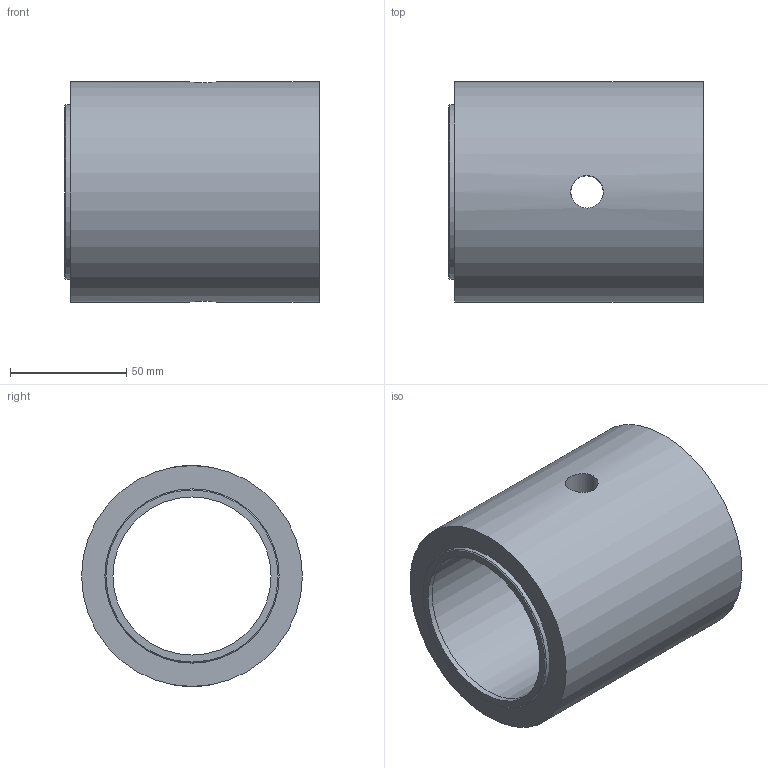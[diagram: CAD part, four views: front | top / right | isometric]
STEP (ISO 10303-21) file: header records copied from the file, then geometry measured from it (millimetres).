
FILE_DESCRIPTION(('FreeCAD Model'),'2;1');
FILE_NAME('Open CASCADE Shape Model','2024-09-26T07:19:38',(''),(''), 'Open CASCADE STEP processor 7.6','FreeCAD','Unknown');
FILE_SCHEMA(('AUTOMOTIVE_DESIGN { 1 0 10303 214 1 1 1 1 }'));
Length unit declared in the file: millimetre
Products named in the file (1): platine tube 24.30800-7162
Bounding box: 109.5 x 95 x 95 mm (x, y, z)
Volume: 360135.3 mm3; surface area: 63551.5 mm2
Topology: 1 solids, 1 shells, 12 faces, 22 edges, 14 vertices
Faces by surface type: cylinder 7, plane 4, cone 1
Full cylindrical faces by diameter (mm): 14 x2, 68 x2, 72 x1, 75 x1, 95 x1
Entity records: 1478 total; most frequent: CARTESIAN_POINT 987, DIRECTION 86, ORIENTED_EDGE 44, PCURVE 44, DEFINITIONAL_REPRESENTATION 44, LINE 36, VECTOR 36, AXIS2_PLACEMENT_3D 23
